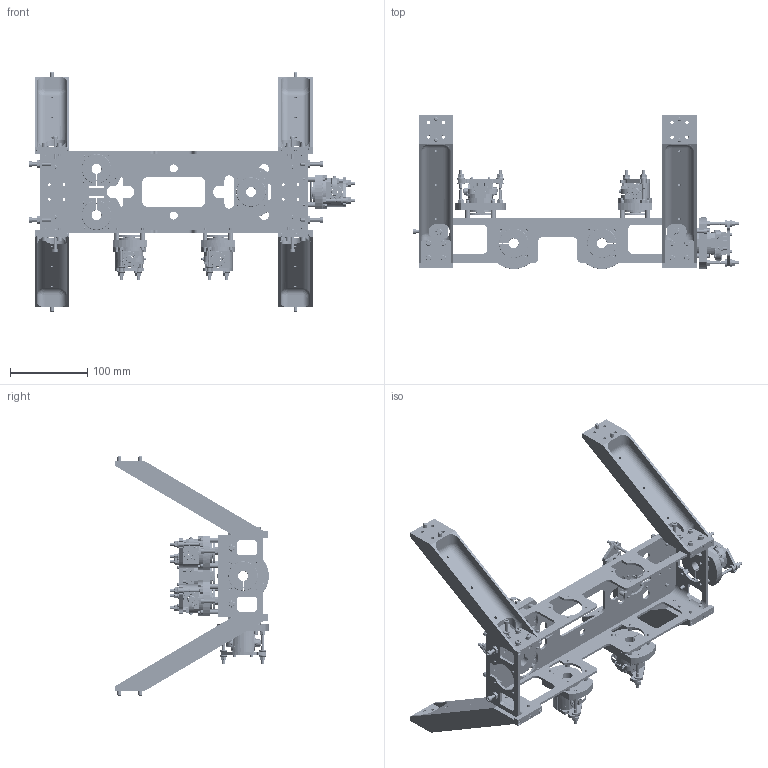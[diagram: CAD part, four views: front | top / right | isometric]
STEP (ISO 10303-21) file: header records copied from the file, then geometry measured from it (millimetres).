
FILE_DESCRIPTION (( 'STEP AP203' ), '1' );
FILE_NAME ('D1201213-v1.STEP', '2012-09-13T15:31:46', ( 'Dwayne Giardina' ), ( 'Microsoft' ), 'SwSTEP 2.0', 'SolidWorks 2012', '' );
FILE_SCHEMA (( 'CONFIG_CONTROL_DESIGN' ));
Length unit declared in the file: inch
Products named in the file (16): D1201213-v1; Ag-SST_Socketheadcapscrew_SHCS #4-40  X 1; NAS 620 FLAT WASHERS_________ FLAT WASHERS NAS 620-C4L  (OR EQUIV.); D060218_OSEM_Assembly-00; SST_HexNut_HN No. 8; Ag-SST_Socketheadcapscrew_SHCS #8-32  X 1; D060533_Mounting_Bracket_Coil_Holder_OMC_-1; D060533_Mounting_Bracket_Coil_Holder_OMC_D060533-1; Ag-SST_Socketheadcapscrew_SHCS #8-32  X 0.5; NAS 620 FLAT WASHERS_________ FLAT WASHERS NAS 620-C8L  (OR EQUIV.); D060533_Mounting_Bracket_Coil_Holder_OMC_-2; SST_Dowel_Pin; SST_Socketheadcapscrew_SHCS #4-40  X 0.375; D060533-3_Tablecloth_Bracket_Wing_OMC; D060533_Mounting_Bracket_Coil_Holder_OMC_D060533-2; D060530_Coil_Holder_U_OMC
Assembly tree (129 placements, depth 3):
  D1201213-v1
    D060530_Coil_Holder_U_OMC
    D060533_Mounting_Bracket_Coil_Holder_OMC_-2  x2
      D060533_Mounting_Bracket_Coil_Holder_OMC_D060533-2
      D060533-3_Tablecloth_Bracket_Wing_OMC
      SST_Socketheadcapscrew_SHCS #4-40  X 0.375
      SST_Dowel_Pin
    NAS 620 FLAT WASHERS_________ FLAT WASHERS NAS 620-C8L  (OR EQUIV.)  x16
    Ag-SST_Socketheadcapscrew_SHCS #8-32  X 0.5  x16
    D060533_Mounting_Bracket_Coil_Holder_OMC_-1  x2
      D060533_Mounting_Bracket_Coil_Holder_OMC_D060533-1
      D060533-3_Tablecloth_Bracket_Wing_OMC
      SST_Socketheadcapscrew_SHCS #4-40  X 0.375
      SST_Dowel_Pin
    Ag-SST_Socketheadcapscrew_SHCS #8-32  X 1  x12
    SST_HexNut_HN No. 8  x12
    D060218_OSEM_Assembly-00  x6
    NAS 620 FLAT WASHERS_________ FLAT WASHERS NAS 620-C4L  (OR EQUIV.)  x24
    Ag-SST_Socketheadcapscrew_SHCS #4-40  X 1  x24
Bounding box: 422.85 x 199.04 x 310.48 mm (x, y, z)
Volume: 558218.9 mm3; surface area: 479230.4 mm2
Topology: 133 solids, 451 shells, 7036 faces, 18182 edges, 11778 vertices
Faces by surface type: plane 2849, cylinder 2555, cone 1454, torus 126, bspline 36, sphere 16
Entity records: 56777 total; most frequent: CARTESIAN_POINT 10889, DIRECTION 9175, ORIENTED_EDGE 7919, EDGE_CURVE 4193, AXIS2_PLACEMENT_3D 3539, VERTEX_POINT 2711, VECTOR 2097, LINE 2097
